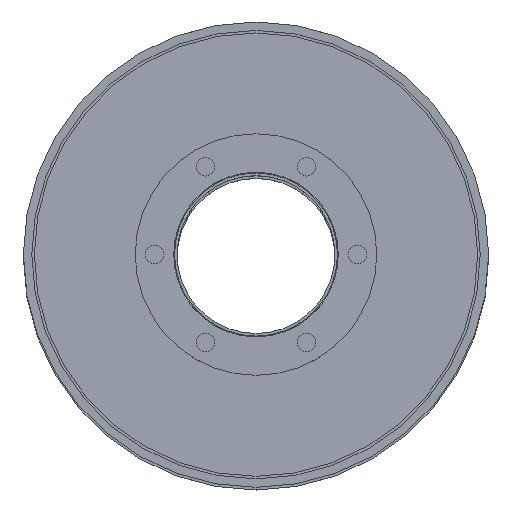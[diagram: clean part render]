
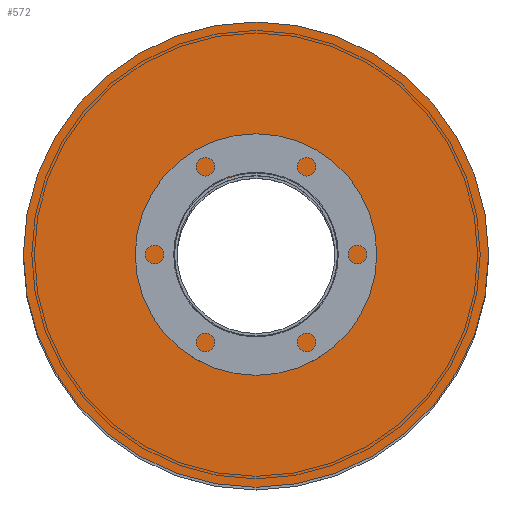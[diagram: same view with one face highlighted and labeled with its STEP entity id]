
A CAD part, top view. The second image highlights one B-rep face of the part: STEP entity #572.
In plain terms, the highlighted planar face has unit normal (0, 0, 1).
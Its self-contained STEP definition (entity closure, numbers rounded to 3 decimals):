
#40=PLANE('',#668);
#102=FACE_BOUND('',#241,.T.);
#142=FACE_OUTER_BOUND('',#240,.T.);
#240=EDGE_LOOP('',(#500));
#241=EDGE_LOOP('',(#501));
#296=CIRCLE('',#663,97.5);
#298=CIRCLE('',#666,275.5);
#348=VERTEX_POINT('',#986);
#350=VERTEX_POINT('',#991);
#400=EDGE_CURVE('',#348,#348,#296,.T.);
#402=EDGE_CURVE('',#350,#350,#298,.T.);
#500=ORIENTED_EDGE('',*,*,#402,.F.);
#501=ORIENTED_EDGE('',*,*,#400,.T.);
#572=ADVANCED_FACE('',(#142,#102),#40,.F.);
#663=AXIS2_PLACEMENT_3D('',#987,#834,#835);
#666=AXIS2_PLACEMENT_3D('',#992,#840,#841);
#668=AXIS2_PLACEMENT_3D('',#995,#844,#845);
#834=DIRECTION('center_axis',(0.,0.,-1.));
#835=DIRECTION('ref_axis',(-1.,0.,0.));
#840=DIRECTION('center_axis',(0.,0.,-1.));
#841=DIRECTION('ref_axis',(-1.,0.,0.));
#844=DIRECTION('center_axis',(0.,0.,-1.));
#845=DIRECTION('ref_axis',(-1.,0.,0.));
#986=CARTESIAN_POINT('',(97.5,0.,1836.));
#987=CARTESIAN_POINT('Origin',(0.,0.,1836.));
#991=CARTESIAN_POINT('',(275.5,0.,1836.));
#992=CARTESIAN_POINT('Origin',(0.,0.,1836.));
#995=CARTESIAN_POINT('Origin',(0.,0.,1836.));
